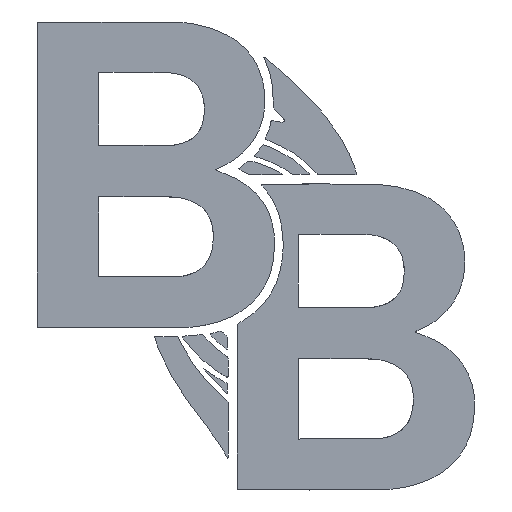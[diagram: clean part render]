
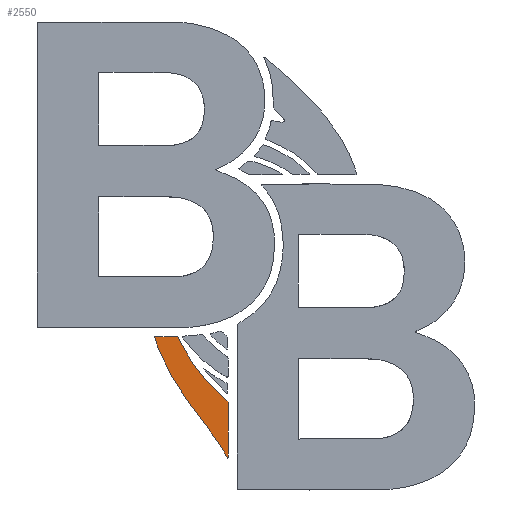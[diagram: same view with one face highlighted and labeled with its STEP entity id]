
A CAD part, top view. The second image highlights one B-rep face of the part: STEP entity #2550.
In plain terms, the highlighted planar face has unit normal (0, 0, 1).
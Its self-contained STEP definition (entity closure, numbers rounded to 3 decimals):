
#123=(
BOUNDED_CURVE()
B_SPLINE_CURVE(3,(#3805,#3806,#3807,#3808),.UNSPECIFIED.,.F.,.F.)
B_SPLINE_CURVE_WITH_KNOTS((4,4),(0.,1.),.UNSPECIFIED.)
CURVE()
GEOMETRIC_REPRESENTATION_ITEM()
RATIONAL_B_SPLINE_CURVE((1.,1.,1.,1.))
REPRESENTATION_ITEM('')
);
#125=(
BOUNDED_CURVE()
B_SPLINE_CURVE(3,(#3836,#3837,#3838,#3839),.UNSPECIFIED.,.F.,.F.)
B_SPLINE_CURVE_WITH_KNOTS((4,4),(0.,1.),.UNSPECIFIED.)
CURVE()
GEOMETRIC_REPRESENTATION_ITEM()
RATIONAL_B_SPLINE_CURVE((1.,1.,1.,1.))
REPRESENTATION_ITEM('')
);
#127=(
BOUNDED_CURVE()
B_SPLINE_CURVE(3,(#3855,#3856,#3857,#3858),.UNSPECIFIED.,.F.,.F.)
B_SPLINE_CURVE_WITH_KNOTS((4,4),(0.,1.),.UNSPECIFIED.)
CURVE()
GEOMETRIC_REPRESENTATION_ITEM()
RATIONAL_B_SPLINE_CURVE((1.,1.,1.,1.))
REPRESENTATION_ITEM('')
);
#129=(
BOUNDED_CURVE()
B_SPLINE_CURVE(3,(#3874,#3875,#3876,#3877),.UNSPECIFIED.,.F.,.F.)
B_SPLINE_CURVE_WITH_KNOTS((4,4),(0.,1.),.UNSPECIFIED.)
CURVE()
GEOMETRIC_REPRESENTATION_ITEM()
RATIONAL_B_SPLINE_CURVE((1.,1.,1.,1.))
REPRESENTATION_ITEM('')
);
#131=(
BOUNDED_CURVE()
B_SPLINE_CURVE(3,(#3893,#3894,#3895,#3896),.UNSPECIFIED.,.F.,.F.)
B_SPLINE_CURVE_WITH_KNOTS((4,4),(0.,1.),.UNSPECIFIED.)
CURVE()
GEOMETRIC_REPRESENTATION_ITEM()
RATIONAL_B_SPLINE_CURVE((1.,1.,1.,1.))
REPRESENTATION_ITEM('')
);
#133=(
BOUNDED_CURVE()
B_SPLINE_CURVE(3,(#3912,#3913,#3914,#3915),.UNSPECIFIED.,.F.,.F.)
B_SPLINE_CURVE_WITH_KNOTS((4,4),(0.,1.),.UNSPECIFIED.)
CURVE()
GEOMETRIC_REPRESENTATION_ITEM()
RATIONAL_B_SPLINE_CURVE((1.,1.,1.,1.))
REPRESENTATION_ITEM('')
);
#135=(
BOUNDED_CURVE()
B_SPLINE_CURVE(3,(#3931,#3932,#3933,#3934),.UNSPECIFIED.,.F.,.F.)
B_SPLINE_CURVE_WITH_KNOTS((4,4),(0.,1.),.UNSPECIFIED.)
CURVE()
GEOMETRIC_REPRESENTATION_ITEM()
RATIONAL_B_SPLINE_CURVE((1.,1.,1.,1.))
REPRESENTATION_ITEM('')
);
#137=(
BOUNDED_CURVE()
B_SPLINE_CURVE(3,(#3950,#3951,#3952,#3953),.UNSPECIFIED.,.F.,.F.)
B_SPLINE_CURVE_WITH_KNOTS((4,4),(0.,1.),.UNSPECIFIED.)
CURVE()
GEOMETRIC_REPRESENTATION_ITEM()
RATIONAL_B_SPLINE_CURVE((1.,1.,1.,1.))
REPRESENTATION_ITEM('')
);
#139=(
BOUNDED_CURVE()
B_SPLINE_CURVE(3,(#3969,#3970,#3971,#3972),.UNSPECIFIED.,.F.,.F.)
B_SPLINE_CURVE_WITH_KNOTS((4,4),(0.,1.),.UNSPECIFIED.)
CURVE()
GEOMETRIC_REPRESENTATION_ITEM()
RATIONAL_B_SPLINE_CURVE((1.,1.,1.,1.))
REPRESENTATION_ITEM('')
);
#141=(
BOUNDED_CURVE()
B_SPLINE_CURVE(3,(#3988,#3989,#3990,#3991),.UNSPECIFIED.,.F.,.F.)
B_SPLINE_CURVE_WITH_KNOTS((4,4),(0.,1.),.UNSPECIFIED.)
CURVE()
GEOMETRIC_REPRESENTATION_ITEM()
RATIONAL_B_SPLINE_CURVE((1.,1.,1.,1.))
REPRESENTATION_ITEM('')
);
#143=(
BOUNDED_CURVE()
B_SPLINE_CURVE(3,(#4007,#4008,#4009,#4010),.UNSPECIFIED.,.F.,.F.)
B_SPLINE_CURVE_WITH_KNOTS((4,4),(0.,1.),.UNSPECIFIED.)
CURVE()
GEOMETRIC_REPRESENTATION_ITEM()
RATIONAL_B_SPLINE_CURVE((1.,1.,1.,1.))
REPRESENTATION_ITEM('')
);
#423=FACE_OUTER_BOUND('',#570,.T.);
#570=EDGE_LOOP('',(#2009,#2010,#2011,#2012,#2013,#2014,#2015,#2016,#2017,
#2018,#2019,#2020,#2021,#2022,#2023));
#718=LINE('',#3790,#899);
#723=LINE('',#3817,#904);
#726=LINE('',#3823,#907);
#739=LINE('',#4018,#920);
#899=VECTOR('',#2796,10.);
#904=VECTOR('',#2803,10.);
#907=VECTOR('',#2808,10.);
#920=VECTOR('',#2823,10.);
#1112=VERTEX_POINT('',#3788);
#1113=VERTEX_POINT('',#3789);
#1116=VERTEX_POINT('',#3804);
#1118=VERTEX_POINT('',#3816);
#1120=VERTEX_POINT('',#3822);
#1122=VERTEX_POINT('',#3835);
#1124=VERTEX_POINT('',#3854);
#1126=VERTEX_POINT('',#3873);
#1128=VERTEX_POINT('',#3892);
#1130=VERTEX_POINT('',#3911);
#1132=VERTEX_POINT('',#3930);
#1134=VERTEX_POINT('',#3949);
#1136=VERTEX_POINT('',#3968);
#1138=VERTEX_POINT('',#3987);
#1140=VERTEX_POINT('',#4006);
#1418=EDGE_CURVE('',#1112,#1113,#718,.T.);
#1422=EDGE_CURVE('',#1116,#1112,#123,.T.);
#1425=EDGE_CURVE('',#1118,#1116,#723,.T.);
#1428=EDGE_CURVE('',#1120,#1118,#726,.T.);
#1431=EDGE_CURVE('',#1122,#1120,#125,.T.);
#1434=EDGE_CURVE('',#1124,#1122,#127,.T.);
#1437=EDGE_CURVE('',#1126,#1124,#129,.T.);
#1440=EDGE_CURVE('',#1128,#1126,#131,.T.);
#1443=EDGE_CURVE('',#1130,#1128,#133,.T.);
#1446=EDGE_CURVE('',#1132,#1130,#135,.T.);
#1449=EDGE_CURVE('',#1134,#1132,#137,.T.);
#1452=EDGE_CURVE('',#1136,#1134,#139,.T.);
#1455=EDGE_CURVE('',#1138,#1136,#141,.T.);
#1458=EDGE_CURVE('',#1140,#1138,#143,.T.);
#1461=EDGE_CURVE('',#1113,#1140,#739,.T.);
#2009=ORIENTED_EDGE('',*,*,#1461,.F.);
#2010=ORIENTED_EDGE('',*,*,#1418,.F.);
#2011=ORIENTED_EDGE('',*,*,#1422,.F.);
#2012=ORIENTED_EDGE('',*,*,#1425,.F.);
#2013=ORIENTED_EDGE('',*,*,#1428,.F.);
#2014=ORIENTED_EDGE('',*,*,#1431,.F.);
#2015=ORIENTED_EDGE('',*,*,#1434,.F.);
#2016=ORIENTED_EDGE('',*,*,#1437,.F.);
#2017=ORIENTED_EDGE('',*,*,#1440,.F.);
#2018=ORIENTED_EDGE('',*,*,#1443,.F.);
#2019=ORIENTED_EDGE('',*,*,#1446,.F.);
#2020=ORIENTED_EDGE('',*,*,#1449,.F.);
#2021=ORIENTED_EDGE('',*,*,#1452,.F.);
#2022=ORIENTED_EDGE('',*,*,#1455,.F.);
#2023=ORIENTED_EDGE('',*,*,#1458,.F.);
#2455=PLANE('',#2669);
#2550=ADVANCED_FACE('',(#423),#2455,.T.);
#2669=AXIS2_PLACEMENT_3D('',#4020,#2825,#2826);
#2796=DIRECTION('',(0.736,-0.677,0.));
#2803=DIRECTION('',(0.452,-0.892,0.));
#2808=DIRECTION('',(1.,-0.01,0.));
#2823=DIRECTION('',(0.01,-1.,0.));
#2825=DIRECTION('center_axis',(0.,0.,1.));
#2826=DIRECTION('ref_axis',(-1.,0.,0.));
#3788=CARTESIAN_POINT('',(-3.789,-19.264,14.5));
#3789=CARTESIAN_POINT('',(-3.159,-19.844,14.5));
#3790=CARTESIAN_POINT('',(-3.789,-19.264,14.5));
#3804=CARTESIAN_POINT('',(-9.459,-12.043,14.5));
#3805=CARTESIAN_POINT('Ctrl Pts',(-9.459,-12.043,14.5));
#3806=CARTESIAN_POINT('Ctrl Pts',(-8.112,-14.697,14.5));
#3807=CARTESIAN_POINT('Ctrl Pts',(-6.442,-16.824,14.5));
#3808=CARTESIAN_POINT('Ctrl Pts',(-3.789,-19.264,14.5));
#3816=CARTESIAN_POINT('',(-10.019,-10.938,14.5));
#3817=CARTESIAN_POINT('',(-10.019,-10.938,14.5));
#3822=CARTESIAN_POINT('',(-11.592,-10.922,14.5));
#3823=CARTESIAN_POINT('',(-11.592,-10.922,14.5));
#3835=CARTESIAN_POINT('',(-13.164,-11.017,14.5));
#3836=CARTESIAN_POINT('Ctrl Pts',(-13.164,-11.017,14.5));
#3837=CARTESIAN_POINT('Ctrl Pts',(-13.164,-10.911,14.5));
#3838=CARTESIAN_POINT('Ctrl Pts',(-13.08,-10.906,14.5));
#3839=CARTESIAN_POINT('Ctrl Pts',(-11.592,-10.922,14.5));
#3854=CARTESIAN_POINT('',(-12.714,-12.38,14.5));
#3855=CARTESIAN_POINT('Ctrl Pts',(-12.714,-12.38,14.5));
#3856=CARTESIAN_POINT('Ctrl Pts',(-12.865,-12.048,14.5));
#3857=CARTESIAN_POINT('Ctrl Pts',(-13.164,-11.143,14.5));
#3858=CARTESIAN_POINT('Ctrl Pts',(-13.164,-11.017,14.5));
#3873=CARTESIAN_POINT('',(-12.221,-13.546,14.5));
#3874=CARTESIAN_POINT('Ctrl Pts',(-12.221,-13.546,14.5));
#3875=CARTESIAN_POINT('Ctrl Pts',(-12.438,-13.023,14.5));
#3876=CARTESIAN_POINT('Ctrl Pts',(-12.66,-12.498,14.5));
#3877=CARTESIAN_POINT('Ctrl Pts',(-12.714,-12.38,14.5));
#3892=CARTESIAN_POINT('',(-10.757,-16.492,14.5));
#3893=CARTESIAN_POINT('Ctrl Pts',(-10.757,-16.492,14.5));
#3894=CARTESIAN_POINT('Ctrl Pts',(-11.16,-15.816,14.5));
#3895=CARTESIAN_POINT('Ctrl Pts',(-11.878,-14.372,14.5));
#3896=CARTESIAN_POINT('Ctrl Pts',(-12.221,-13.546,14.5));
#3911=CARTESIAN_POINT('',(-8.52,-19.898,14.5));
#3912=CARTESIAN_POINT('Ctrl Pts',(-8.52,-19.898,14.5));
#3913=CARTESIAN_POINT('Ctrl Pts',(-8.841,-19.498,14.5));
#3914=CARTESIAN_POINT('Ctrl Pts',(-10.172,-17.471,14.5));
#3915=CARTESIAN_POINT('Ctrl Pts',(-10.757,-16.492,14.5));
#3930=CARTESIAN_POINT('',(-6.659,-22.38,14.5));
#3931=CARTESIAN_POINT('Ctrl Pts',(-6.659,-22.38,14.5));
#3932=CARTESIAN_POINT('Ctrl Pts',(-7.096,-21.785,14.5));
#3933=CARTESIAN_POINT('Ctrl Pts',(-8.378,-20.076,14.5));
#3934=CARTESIAN_POINT('Ctrl Pts',(-8.52,-19.898,14.5));
#3949=CARTESIAN_POINT('',(-6.229,-22.948,14.5));
#3950=CARTESIAN_POINT('Ctrl Pts',(-6.229,-22.948,14.5));
#3951=CARTESIAN_POINT('Ctrl Pts',(-6.348,-22.797,14.5));
#3952=CARTESIAN_POINT('Ctrl Pts',(-6.541,-22.541,14.5));
#3953=CARTESIAN_POINT('Ctrl Pts',(-6.659,-22.38,14.5));
#3968=CARTESIAN_POINT('',(-3.618,-26.802,14.5));
#3969=CARTESIAN_POINT('Ctrl Pts',(-3.618,-26.802,14.5));
#3970=CARTESIAN_POINT('Ctrl Pts',(-4.024,-26.014,14.5));
#3971=CARTESIAN_POINT('Ctrl Pts',(-5.246,-24.21,14.5));
#3972=CARTESIAN_POINT('Ctrl Pts',(-6.229,-22.948,14.5));
#3987=CARTESIAN_POINT('',(-3.295,-27.4,14.5));
#3988=CARTESIAN_POINT('Ctrl Pts',(-3.295,-27.4,14.5));
#3989=CARTESIAN_POINT('Ctrl Pts',(-3.343,-27.324,14.5));
#3990=CARTESIAN_POINT('Ctrl Pts',(-3.488,-27.055,14.5));
#3991=CARTESIAN_POINT('Ctrl Pts',(-3.618,-26.802,14.5));
#4006=CARTESIAN_POINT('',(-3.12,-23.651,14.5));
#4007=CARTESIAN_POINT('Ctrl Pts',(-3.12,-23.651,14.5));
#4008=CARTESIAN_POINT('Ctrl Pts',(-3.082,-27.495,14.5));
#4009=CARTESIAN_POINT('Ctrl Pts',(-3.092,-27.723,14.5));
#4010=CARTESIAN_POINT('Ctrl Pts',(-3.295,-27.4,14.5));
#4018=CARTESIAN_POINT('',(-3.159,-19.844,14.5));
#4020=CARTESIAN_POINT('Origin',(-8.123,-19.314,14.5));
